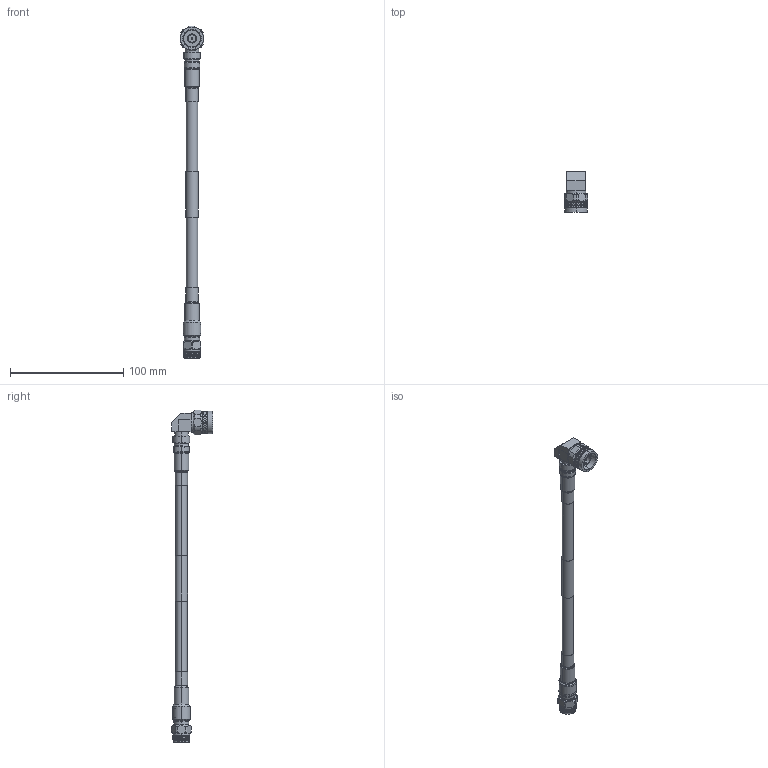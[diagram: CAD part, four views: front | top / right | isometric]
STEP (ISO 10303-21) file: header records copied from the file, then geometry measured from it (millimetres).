
FILE_DESCRIPTION (( 'STEP AP214' ), '1' );
FILE_NAME ('FMC00414_3D.step', '2023-02-06T15:46:09', ( '' ), ( '' ), 'SwSTEP 2.0', 'SolidWorks 2022', '' );
FILE_SCHEMA (( 'AUTOMOTIVE_DESIGN' ));
Length unit declared in the file: inch
Products named in the file (9): EZ-400-TM-X_ferrule; Copy of EZ-400-TM-X^FMC00414; Copy of LMR-400^FMC00414_WITH LABEL; Copy of EZ-400-NMH-RA-X^FMC00414; EZ-400-NMH-RA-X_body; FMC00414_3D; EZ-400-TM-X_body; Part4^FMC00414; EZ-400-NMH-RA-X_ferrule
Assembly tree (8 placements, depth 3):
  FMC00414_3D
    Copy of EZ-400-NMH-RA-X^FMC00414
      EZ-400-NMH-RA-X_body
      EZ-400-NMH-RA-X_ferrule
    Copy of LMR-400^FMC00414_WITH LABEL
    Copy of EZ-400-TM-X^FMC00414
      EZ-400-TM-X_body
      EZ-400-TM-X_ferrule
    Part4^FMC00414
Bounding box: 20.57 x 36.19 x 292.57 mm (x, y, z)
Volume: 34229.6 mm3; surface area: 24979.4 mm2
Topology: 7 solids, 7 shells, 4411 faces, 9287 edges, 4916 vertices
Faces by surface type: bspline 2904, cylinder 866, cone 389, plane 234, torus 18
Entity records: 153650 total; most frequent: CARTESIAN_POINT 93926, ORIENTED_EDGE 18570, EDGE_CURVE 9285, DIRECTION 5396, VERTEX_POINT 4916, EDGE_LOOP 4447, ADVANCED_FACE 4411, FACE_OUTER_BOUND 4411
